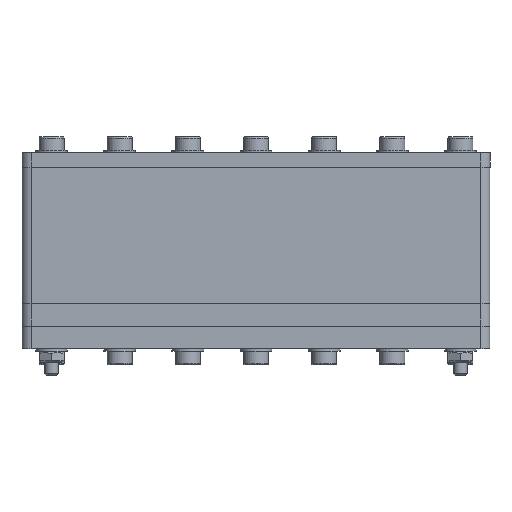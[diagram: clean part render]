
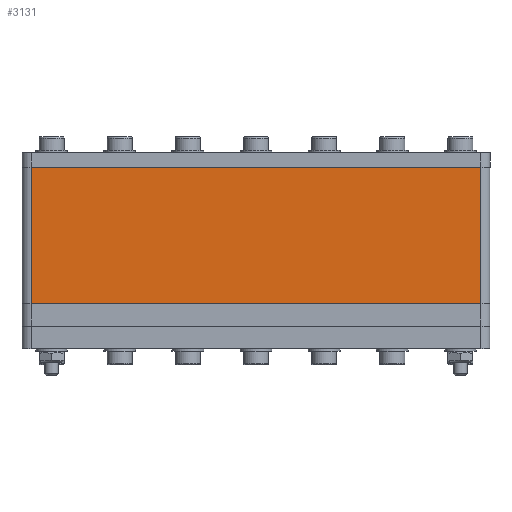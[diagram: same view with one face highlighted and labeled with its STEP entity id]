
A CAD part, front view. The second image highlights one B-rep face of the part: STEP entity #3131.
In plain terms, the highlighted planar face has unit normal (0, -1, 0).
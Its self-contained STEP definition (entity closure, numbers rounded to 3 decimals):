
#1501=CARTESIAN_POINT('',(-49.5,-62.,0.0));
#1502=VERTEX_POINT('',#1501);
#1545=CARTESIAN_POINT('',(49.5,-62.,0.0));
#1546=VERTEX_POINT('',#1545);
#1554=CARTESIAN_POINT('',(49.5,-62.,0.0));
#1555=DIRECTION('',(-1.0,0.0,0.0));
#1556=VECTOR('',#1555,99.0);
#1557=LINE('',#1554,#1556);
#1558=EDGE_CURVE('',#1546,#1502,#1557,.T.);
#2428=CARTESIAN_POINT('',(-49.5,-62.,30.0));
#2429=VERTEX_POINT('',#2428);
#2437=CARTESIAN_POINT('',(49.5,-62.,30.0));
#2438=VERTEX_POINT('',#2437);
#2439=CARTESIAN_POINT('',(-49.5,-62.,30.0));
#2440=DIRECTION('',(1.0,0.0,0.0));
#2441=VECTOR('',#2440,99.0);
#2442=LINE('',#2439,#2441);
#2443=EDGE_CURVE('',#2429,#2438,#2442,.T.);
#3106=CARTESIAN_POINT('',(-49.5,-62.,0.0));
#3107=DIRECTION('',(0.0,0.0,1.0));
#3108=VECTOR('',#3107,30.0);
#3109=LINE('',#3106,#3108);
#3110=EDGE_CURVE('',#1502,#2429,#3109,.T.);
#3115=CARTESIAN_POINT('',(-51.5,-62.,0.0));
#3116=DIRECTION('',(0.0,-1.0,0.0));
#3117=DIRECTION('',(1.0,0.0,0.0));
#3118=AXIS2_PLACEMENT_3D('',#3115,#3116,#3117);
#3119=PLANE('',#3118);
#3120=ORIENTED_EDGE('',*,*,#3110,.F.);
#3121=ORIENTED_EDGE('',*,*,#1558,.F.);
#3122=CARTESIAN_POINT('',(49.5,-62.,30.0));
#3123=DIRECTION('',(0.0,0.0,-1.0));
#3124=VECTOR('',#3123,30.0);
#3125=LINE('',#3122,#3124);
#3126=EDGE_CURVE('',#2438,#1546,#3125,.T.);
#3127=ORIENTED_EDGE('',*,*,#3126,.F.);
#3128=ORIENTED_EDGE('',*,*,#2443,.F.);
#3129=EDGE_LOOP('',(#3120,#3121,#3127,#3128));
#3130=FACE_OUTER_BOUND('',#3129,.T.);
#3131=ADVANCED_FACE('',(#3130),#3119,.T.);
